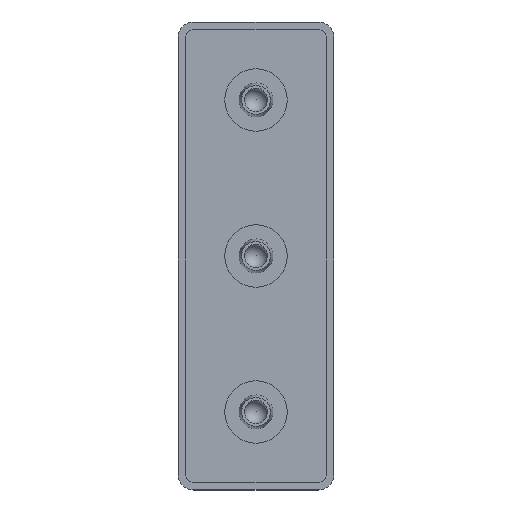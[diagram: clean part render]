
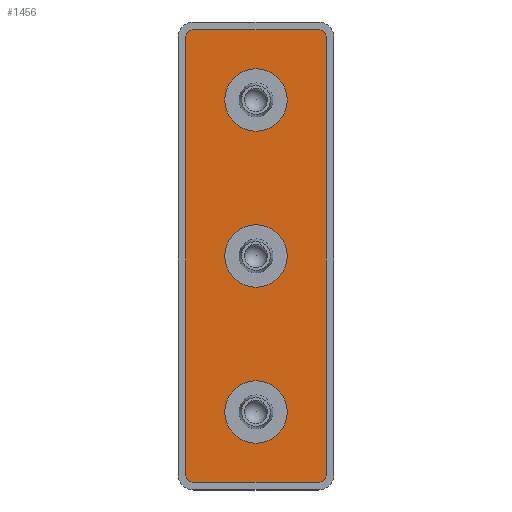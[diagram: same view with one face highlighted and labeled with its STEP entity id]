
A CAD part, top view. The second image highlights one B-rep face of the part: STEP entity #1456.
In plain terms, the highlighted planar face has unit normal (0, 0, 1).
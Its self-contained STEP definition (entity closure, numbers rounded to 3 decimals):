
#121=CARTESIAN_POINT('',(0.0,24.0,-1.));
#122=VERTEX_POINT('',#121);
#123=CARTESIAN_POINT('',(0.0,20.0,-1.0));
#124=DIRECTION('',(0.0,0.0,-1.0));
#125=DIRECTION('',(0.0,1.0,0.0));
#126=AXIS2_PLACEMENT_3D('',#123,#124,#125);
#127=CIRCLE('',#126,4.);
#128=EDGE_CURVE('',#122,#122,#127,.T.);
#298=CARTESIAN_POINT('',(0.0,-16.0,-1.));
#299=VERTEX_POINT('',#298);
#300=CARTESIAN_POINT('',(0.0,-20.0,-1.0));
#301=DIRECTION('',(0.0,0.0,-1.0));
#302=DIRECTION('',(0.0,1.0,0.0));
#303=AXIS2_PLACEMENT_3D('',#300,#301,#302);
#304=CIRCLE('',#303,4.);
#305=EDGE_CURVE('',#299,#299,#304,.T.);
#1052=CARTESIAN_POINT('',(0.0,-4.,-1.));
#1053=VERTEX_POINT('',#1052);
#1054=CARTESIAN_POINT('',(0.0,0.0,-1.0));
#1055=DIRECTION('',(0.0,0.0,-1.0));
#1056=DIRECTION('',(0.0,-1.0,0.0));
#1057=AXIS2_PLACEMENT_3D('',#1054,#1055,#1056);
#1058=CIRCLE('',#1057,4.);
#1059=EDGE_CURVE('',#1053,#1053,#1058,.T.);
#1181=CARTESIAN_POINT('',(-9.,28.0,-1.0));
#1182=VERTEX_POINT('',#1181);
#1183=CARTESIAN_POINT('',(-9.,-28.0,-1.0));
#1184=VERTEX_POINT('',#1183);
#1185=CARTESIAN_POINT('',(-9.,28.0,-1.0));
#1186=DIRECTION('',(0.0,-1.0,0.0));
#1187=VECTOR('',#1186,56.0);
#1188=LINE('',#1185,#1187);
#1189=EDGE_CURVE('',#1182,#1184,#1188,.T.);
#1221=CARTESIAN_POINT('',(-8.,-29.0,-1.0));
#1222=VERTEX_POINT('',#1221);
#1223=CARTESIAN_POINT('',(-8.,-28.0,-1.0));
#1224=DIRECTION('',(0.0,0.0,1.0));
#1225=DIRECTION('',(1.0,0.0,0.0));
#1226=AXIS2_PLACEMENT_3D('',#1223,#1224,#1225);
#1227=CIRCLE('',#1226,1.);
#1228=EDGE_CURVE('',#1184,#1222,#1227,.T.);
#1254=CARTESIAN_POINT('',(8.,-29.0,-1.0));
#1255=VERTEX_POINT('',#1254);
#1256=CARTESIAN_POINT('',(-8.,-29.0,-1.0));
#1257=DIRECTION('',(1.0,0.0,0.0));
#1258=VECTOR('',#1257,16.);
#1259=LINE('',#1256,#1258);
#1260=EDGE_CURVE('',#1222,#1255,#1259,.T.);
#1285=CARTESIAN_POINT('',(9.,-28.0,-1.0));
#1286=VERTEX_POINT('',#1285);
#1287=CARTESIAN_POINT('',(8.,-28.0,-1.0));
#1288=DIRECTION('',(0.0,0.0,1.0));
#1289=DIRECTION('',(0.0,1.0,0.0));
#1290=AXIS2_PLACEMENT_3D('',#1287,#1288,#1289);
#1291=CIRCLE('',#1290,1.);
#1292=EDGE_CURVE('',#1255,#1286,#1291,.T.);
#1318=CARTESIAN_POINT('',(9.,28.0,-1.0));
#1319=VERTEX_POINT('',#1318);
#1320=CARTESIAN_POINT('',(9.,-28.0,-1.0));
#1321=DIRECTION('',(0.0,1.0,0.0));
#1322=VECTOR('',#1321,56.0);
#1323=LINE('',#1320,#1322);
#1324=EDGE_CURVE('',#1286,#1319,#1323,.T.);
#1349=CARTESIAN_POINT('',(8.,29.0,-1.0));
#1350=VERTEX_POINT('',#1349);
#1351=CARTESIAN_POINT('',(8.,28.0,-1.0));
#1352=DIRECTION('',(0.0,0.0,1.0));
#1353=DIRECTION('',(-1.0,0.0,0.0));
#1354=AXIS2_PLACEMENT_3D('',#1351,#1352,#1353);
#1355=CIRCLE('',#1354,1.);
#1356=EDGE_CURVE('',#1319,#1350,#1355,.T.);
#1382=CARTESIAN_POINT('',(-8.,29.0,-1.0));
#1383=VERTEX_POINT('',#1382);
#1384=CARTESIAN_POINT('',(8.,29.0,-1.0));
#1385=DIRECTION('',(-1.0,0.0,0.0));
#1386=VECTOR('',#1385,16.);
#1387=LINE('',#1384,#1386);
#1388=EDGE_CURVE('',#1350,#1383,#1387,.T.);
#1413=CARTESIAN_POINT('',(-8.,28.0,-1.0));
#1414=DIRECTION('',(0.0,0.0,1.0));
#1415=DIRECTION('',(0.0,-1.0,0.0));
#1416=AXIS2_PLACEMENT_3D('',#1413,#1414,#1415);
#1417=CIRCLE('',#1416,1.);
#1418=EDGE_CURVE('',#1383,#1182,#1417,.T.);
#1432=CARTESIAN_POINT('',(0.0,0.,-1.0));
#1433=DIRECTION('',(0.0,0.0,1.0));
#1434=DIRECTION('',(1.0,0.0,0.0));
#1435=AXIS2_PLACEMENT_3D('',#1432,#1433,#1434);
#1436=PLANE('',#1435);
#1437=ORIENTED_EDGE('',*,*,#1189,.T.);
#1438=ORIENTED_EDGE('',*,*,#1228,.T.);
#1439=ORIENTED_EDGE('',*,*,#1260,.T.);
#1440=ORIENTED_EDGE('',*,*,#1292,.T.);
#1441=ORIENTED_EDGE('',*,*,#1324,.T.);
#1442=ORIENTED_EDGE('',*,*,#1356,.T.);
#1443=ORIENTED_EDGE('',*,*,#1388,.T.);
#1444=ORIENTED_EDGE('',*,*,#1418,.T.);
#1445=EDGE_LOOP('',(#1437,#1438,#1439,#1440,#1441,#1442,#1443,#1444));
#1446=FACE_OUTER_BOUND('',#1445,.T.);
#1447=ORIENTED_EDGE('',*,*,#128,.T.);
#1448=EDGE_LOOP('',(#1447));
#1449=FACE_BOUND('',#1448,.T.);
#1450=ORIENTED_EDGE('',*,*,#305,.T.);
#1451=EDGE_LOOP('',(#1450));
#1452=FACE_BOUND('',#1451,.T.);
#1453=ORIENTED_EDGE('',*,*,#1059,.T.);
#1454=EDGE_LOOP('',(#1453));
#1455=FACE_BOUND('',#1454,.T.);
#1456=ADVANCED_FACE('',(#1446,#1449,#1452,#1455),#1436,.T.);
